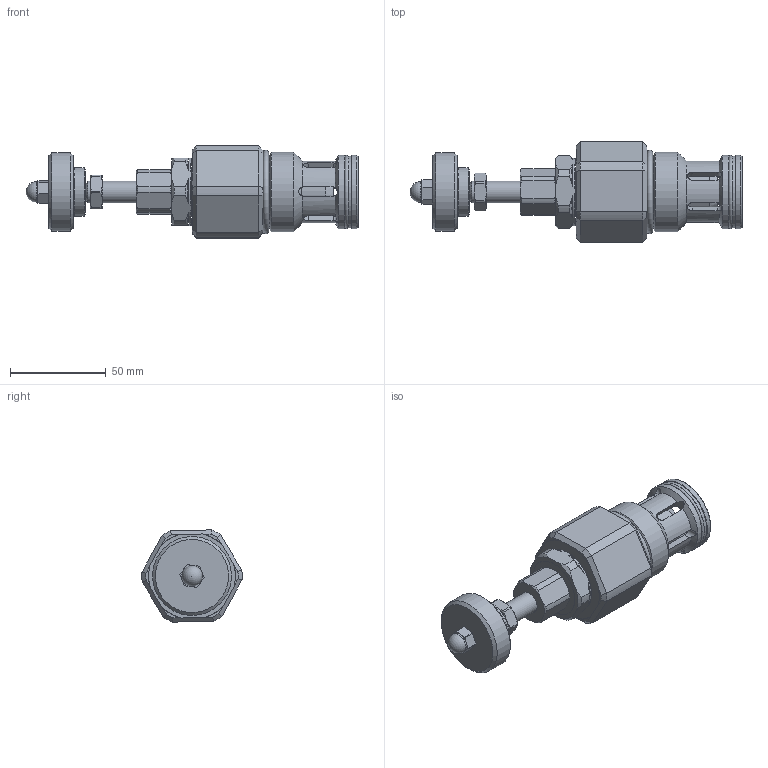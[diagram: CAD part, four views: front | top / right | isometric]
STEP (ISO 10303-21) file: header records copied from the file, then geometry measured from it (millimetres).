
FILE_DESCRIPTION((''),'2;1');
FILE_NAME('HSTV1601.stp','2016-03-08T13:55:00',('JGroves'),(''),'Autodesk Inventor 2012','Autodesk Inventor 2012','');
FILE_SCHEMA(('AUTOMOTIVE_DESIGN { 1 0 10303 214 1 1 1 1 }'));
Length unit declared in the file: inch
Products named in the file (1): L501710HS01(HSTV1601-K-NY)_Shrinkwrap_1
Bounding box: 172.92 x 52.32 x 48.02 mm (x, y, z)
Surface area: 34327.3 mm2 (no closed solid volume)
Topology: 0 solids, 17 shells, 198 faces, 619 edges, 410 vertices
Faces by surface type: plane 78, cylinder 57, cone 56, torus 5, sphere 2
Full cylindrical faces by diameter (mm): 10.795 x1, 11.113 x1, 22.098 x1, 23.698 x1, 24.587 x1, 24.6 x1, 25.4 x1, 37.465 x1, 38.1 x2, 38.329 x1, 41.148 x1, 41.275 x1
Entity records: 7437 total; most frequent: CARTESIAN_POINT 2082, DIRECTION 1024, ORIENTED_EDGE 1017, EDGE_CURVE 581, AXIS2_PLACEMENT_3D 416, VERTEX_POINT 403, EDGE_LOOP 252, CIRCLE 205
